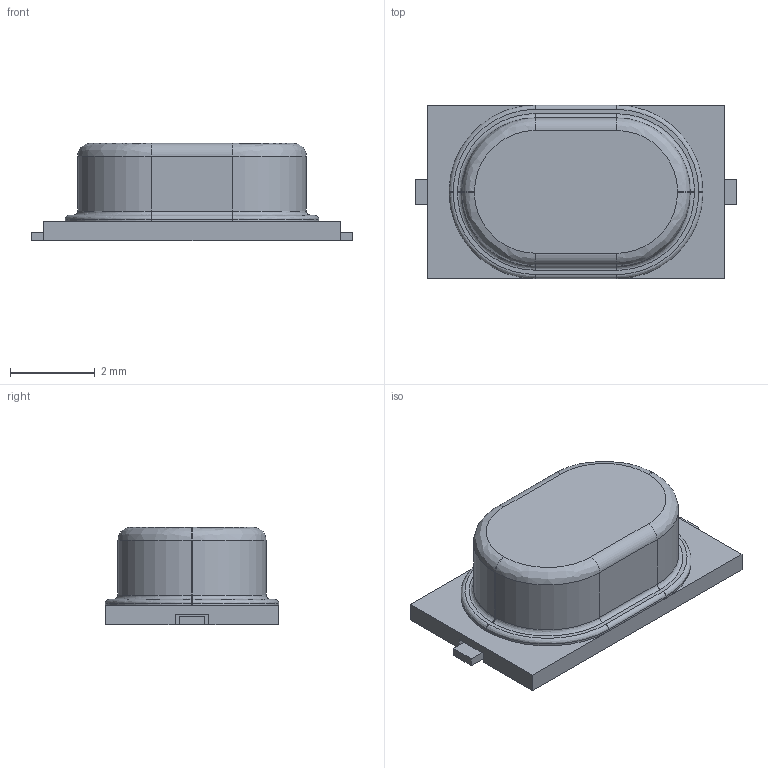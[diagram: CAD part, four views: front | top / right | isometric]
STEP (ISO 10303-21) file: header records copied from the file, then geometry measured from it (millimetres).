
FILE_DESCRIPTION (( 'STEP AP214' ), '1' );
FILE_NAME ('User Library-CSM-3X.STEP', '2019-06-10T08:13:31', ( '' ), ( '' ), 'SwSTEP 2.0', 'SolidWorks 2019', '' );
FILE_SCHEMA (( 'AUTOMOTIVE_DESIGN' ));
Length unit declared in the file: millimetre
Products named in the file (4): User Library-CSM-3X; User Library-CSM-3X_Fillet004; User Library-CSM-3X_Fusion001; User Library-CSM-3X_Cut
Assembly tree (3 placements, depth 2):
  User Library-CSM-3X
    User Library-CSM-3X_Fusion001
    User Library-CSM-3X_Cut
    User Library-CSM-3X_Fillet004
Bounding box: 7.6 x 4.1 x 2.3 mm (x, y, z)
Volume: 43.2 mm3; surface area: 144.9 mm2
Topology: 4 solids, 4 shells, 69 faces, 156 edges, 96 vertices
Faces by surface type: plane 37, cylinder 20, bspline 12
Entity records: 3020 total; most frequent: CARTESIAN_POINT 607, ORIENTED_EDGE 312, DIRECTION 310, EDGE_CURVE 156, VECTOR 104, LINE 104, AXIS2_PLACEMENT_3D 103, VERTEX_POINT 96
